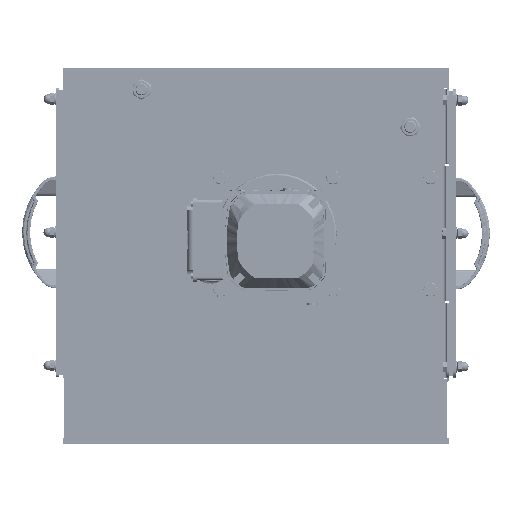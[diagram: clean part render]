
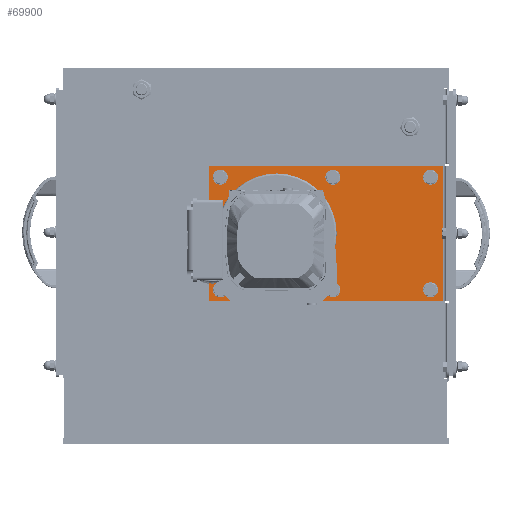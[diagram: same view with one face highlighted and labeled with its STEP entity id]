
A CAD part, left-side view. The second image highlights one B-rep face of the part: STEP entity #69900.
In plain terms, the highlighted planar face has unit normal (-1, 0, 0).
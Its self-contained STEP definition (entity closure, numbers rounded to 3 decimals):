
#4000=PLANE('',#76691);
#4784=FACE_BOUND('',#13391,.T.);
#4785=FACE_BOUND('',#13392,.T.);
#4786=FACE_BOUND('',#13393,.T.);
#4787=FACE_BOUND('',#13394,.T.);
#4788=FACE_BOUND('',#13395,.T.);
#4789=FACE_BOUND('',#13396,.T.);
#4790=FACE_BOUND('',#13397,.T.);
#8840=FACE_OUTER_BOUND('',#13390,.T.);
#13390=EDGE_LOOP('',(#60507,#60508,#60509,#60510));
#13391=EDGE_LOOP('',(#60511));
#13392=EDGE_LOOP('',(#60512));
#13393=EDGE_LOOP('',(#60513));
#13394=EDGE_LOOP('',(#60514));
#13395=EDGE_LOOP('',(#60515));
#13396=EDGE_LOOP('',(#60516));
#13397=EDGE_LOOP('',(#60517));
#14648=CIRCLE('',#72131,10.);
#16219=CIRCLE('',#75844,10.);
#16232=CIRCLE('',#75877,10.);
#16583=CIRCLE('',#76601,10.);
#16601=CIRCLE('',#76644,10.);
#16619=CIRCLE('',#76687,10.);
#16621=CIRCLE('',#76692,80.);
#18305=LINE('',#104627,#23372);
#18308=LINE('',#104633,#23375);
#18356=LINE('',#104766,#23423);
#18357=LINE('',#104768,#23424);
#23372=VECTOR('',#82306,10.);
#23375=VECTOR('',#82311,10.);
#23423=VECTOR('',#82451,10.);
#23424=VECTOR('',#82454,10.);
#28664=VERTEX_POINT('',#104615);
#28665=VERTEX_POINT('',#104619);
#28667=VERTEX_POINT('',#104631);
#28706=VERTEX_POINT('',#104764);
#28735=VERTEX_POINT('',#104891);
#32053=VERTEX_POINT('',#120004);
#32078=VERTEX_POINT('',#120114);
#32555=VERTEX_POINT('',#123401);
#32585=VERTEX_POINT('',#123529);
#32615=VERTEX_POINT('',#123657);
#32617=VERTEX_POINT('',#123665);
#35594=EDGE_CURVE('',#28664,#28665,#18305,.T.);
#35597=EDGE_CURVE('',#28667,#28665,#18308,.T.);
#35669=EDGE_CURVE('',#28706,#28667,#18356,.T.);
#35670=EDGE_CURVE('',#28664,#28706,#18357,.T.);
#35718=EDGE_CURVE('',#28735,#28735,#14648,.T.);
#41021=EDGE_CURVE('',#32053,#32053,#16219,.T.);
#41062=EDGE_CURVE('',#32078,#32078,#16232,.T.);
#41899=EDGE_CURVE('',#32555,#32555,#16583,.T.);
#41948=EDGE_CURVE('',#32585,#32585,#16601,.T.);
#41997=EDGE_CURVE('',#32615,#32615,#16619,.T.);
#42000=EDGE_CURVE('',#32617,#32617,#16621,.T.);
#60507=ORIENTED_EDGE('',*,*,#35594,.T.);
#60508=ORIENTED_EDGE('',*,*,#35597,.F.);
#60509=ORIENTED_EDGE('',*,*,#35669,.F.);
#60510=ORIENTED_EDGE('',*,*,#35670,.F.);
#60511=ORIENTED_EDGE('',*,*,#42000,.T.);
#60512=ORIENTED_EDGE('',*,*,#41997,.F.);
#60513=ORIENTED_EDGE('',*,*,#41948,.F.);
#60514=ORIENTED_EDGE('',*,*,#41899,.F.);
#60515=ORIENTED_EDGE('',*,*,#41021,.F.);
#60516=ORIENTED_EDGE('',*,*,#41062,.F.);
#60517=ORIENTED_EDGE('',*,*,#35718,.F.);
#69900=ADVANCED_FACE('',(#8840,#4784,#4785,#4786,#4787,#4788,#4789,#4790),
#4000,.F.);
#72131=AXIS2_PLACEMENT_3D('',#104892,#82552,#82553);
#75844=AXIS2_PLACEMENT_3D('',#120005,#92744,#92745);
#75877=AXIS2_PLACEMENT_3D('',#120115,#92826,#92827);
#76601=AXIS2_PLACEMENT_3D('',#123402,#94602,#94603);
#76644=AXIS2_PLACEMENT_3D('',#123530,#94707,#94708);
#76687=AXIS2_PLACEMENT_3D('',#123658,#94812,#94813);
#76691=AXIS2_PLACEMENT_3D('',#123664,#94821,#94822);
#76692=AXIS2_PLACEMENT_3D('',#123666,#94823,#94824);
#82306=DIRECTION('',(0.,0.,1.));
#82311=DIRECTION('',(0.,-1.,0.));
#82451=DIRECTION('',(0.,0.,1.));
#82454=DIRECTION('',(0.,1.,0.));
#82552=DIRECTION('center_axis',(-1.,0.,0.));
#82553=DIRECTION('ref_axis',(0.,-1.,0.));
#92744=DIRECTION('center_axis',(-1.,0.,0.));
#92745=DIRECTION('ref_axis',(0.,-1.,0.));
#92826=DIRECTION('center_axis',(-1.,0.,0.));
#92827=DIRECTION('ref_axis',(0.,-1.,0.));
#94602=DIRECTION('center_axis',(-1.,0.,0.));
#94603=DIRECTION('ref_axis',(0.,-1.,0.));
#94707=DIRECTION('center_axis',(-1.,0.,0.));
#94708=DIRECTION('ref_axis',(0.,-1.,0.));
#94812=DIRECTION('center_axis',(-1.,0.,0.));
#94813=DIRECTION('ref_axis',(0.,-1.,0.));
#94821=DIRECTION('center_axis',(1.,0.,0.));
#94822=DIRECTION('ref_axis',(0.,-1.,0.));
#94823=DIRECTION('center_axis',(1.,0.,0.));
#94824=DIRECTION('ref_axis',(0.,0.,
1.));
#104615=CARTESIAN_POINT('',(-372.,-249.5,190.));
#104619=CARTESIAN_POINT('',(-372.,-249.5,370.));
#104627=CARTESIAN_POINT('',(-372.,-249.5,325.));
#104631=CARTESIAN_POINT('',(-372.,62.5,370.));
#104633=CARTESIAN_POINT('',(-372.,62.5,370.));
#104764=CARTESIAN_POINT('',(-372.,62.5,190.));
#104766=CARTESIAN_POINT('',(-372.,62.5,190.));
#104768=CARTESIAN_POINT('',(-372.,-253.5,190.));
#104891=CARTESIAN_POINT('',(-372.,-92.5,355.));
#104892=CARTESIAN_POINT('Origin',(-372.,-102.5,355.));
#120004=CARTESIAN_POINT('',(-372.,57.5,205.));
#120005=CARTESIAN_POINT('Origin',(-372.,47.5,205.));
#120114=CARTESIAN_POINT('',(-372.,-92.5,205.));
#120115=CARTESIAN_POINT('Origin',(-372.,-102.5,205.));
#123401=CARTESIAN_POINT('',(-372.,-222.5,205.));
#123402=CARTESIAN_POINT('Origin',(-372.,-232.5,205.));
#123529=CARTESIAN_POINT('',(-372.,-222.5,355.));
#123530=CARTESIAN_POINT('Origin',(-372.,-232.5,355.));
#123657=CARTESIAN_POINT('',(-372.,57.5,355.));
#123658=CARTESIAN_POINT('Origin',(-372.,47.5,355.));
#123664=CARTESIAN_POINT('Origin',(-372.,-95.5,280.));
#123665=CARTESIAN_POINT('',(-372.,-27.5,200.));
#123666=CARTESIAN_POINT('Origin',(-372.,-27.5,280.));
